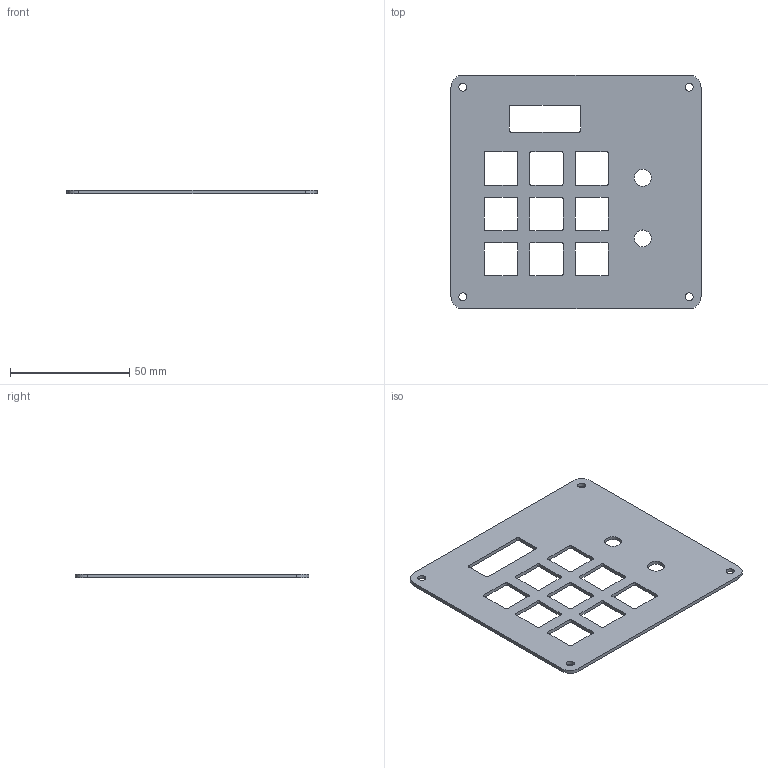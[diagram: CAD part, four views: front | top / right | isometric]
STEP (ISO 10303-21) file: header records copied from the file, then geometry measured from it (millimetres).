
FILE_DESCRIPTION(/* description */ (''),/* implementation_level */ '2;1');
FILE_NAME(/* name */ 'Top MacroPad.step',/* time_stamp */ '2026-01-30T19:15:38+01:00',/* author */ (''),/* organization */ (''),/* preprocessor_version */ 'ST-DEVELOPER v20.1',/* originating_system */ 'Autodesk Translation Framework v14.21.0.0',/* authorisation */ '');
FILE_SCHEMA (('AUTOMOTIVE_DESIGN { 1 0 10303 214 3 1 1 }'));
Length unit declared in the file: millimetre
Products named in the file (1): Top MacroPad
Bounding box: 105 x 98 x 1.5 mm (x, y, z)
Volume: 12065.3 mm3; surface area: 17716.3 mm2
Topology: 1 solids, 1 shells, 323 faces, 918 edges, 612 vertices
Faces by surface type: bspline 150, plane 123, cylinder 50
Full cylindrical faces by diameter (mm): 3.4 x4, 7.1 x2
Entity records: 11969 total; most frequent: CARTESIAN_POINT 4404, ORIENTED_EDGE 1836, DIRECTION 1066, EDGE_CURVE 918, VERTEX_POINT 612, LINE 518, VECTOR 518, EDGE_LOOP 370
